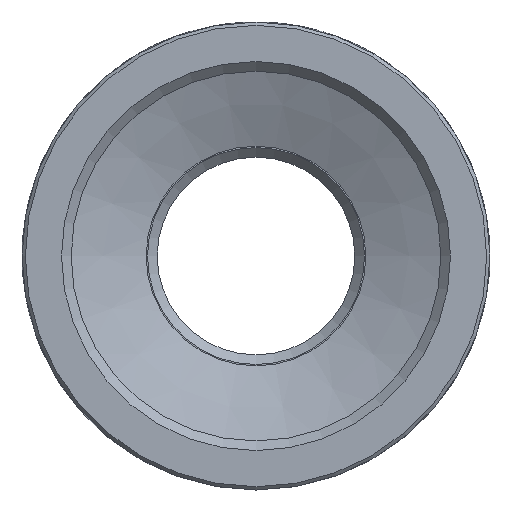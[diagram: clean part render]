
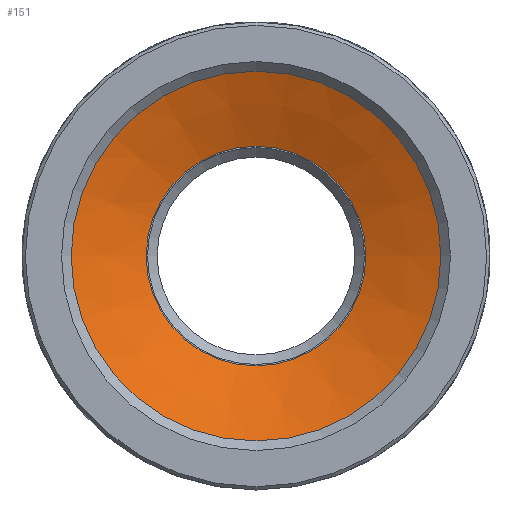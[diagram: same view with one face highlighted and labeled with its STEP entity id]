
A CAD part, left-side view. The second image highlights one B-rep face of the part: STEP entity #151.
In plain terms, the highlighted conical face has half-angle 67.556 degrees and reference radius 24.087 mm.
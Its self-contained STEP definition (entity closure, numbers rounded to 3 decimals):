
#151 = ADVANCED_FACE ( 'NONE', ( #9590, #15299 ), #3223, .F. ) ;
#874 = AXIS2_PLACEMENT_3D ( 'NONE', #20967, #19110, #5852 ) ;
#3223 = CONICAL_SURFACE ( 'NONE', #874, 24.087, 1.179 ) ;
#5852 = DIRECTION ( 'NONE',  ( 0., -1., 0. ) ) ;
#5927 = CARTESIAN_POINT ( 'NONE',  ( -26.489, 0., 0. ) ) ;
#6020 = CIRCLE ( 'NONE', #8009, 30.114 ) ;
#6150 = DIRECTION ( 'NONE',  ( -1., 0., 0. ) ) ;
#7210 = EDGE_CURVE ( 'NONE', #18332, #18332, #18114, .T. ) ;
#8009 = AXIS2_PLACEMENT_3D ( 'NONE', #5927, #19058, #15859 ) ;
#9050 = DIRECTION ( 'NONE',  ( 0., -1., 0. ) ) ;
#9457 = ORIENTED_EDGE ( 'NONE', *, *, #15863, .F. ) ;
#9590 = FACE_BOUND ( 'NONE', #14828, .T. ) ;
#9950 = EDGE_LOOP ( 'NONE', ( #9457 ) ) ;
#10674 = CARTESIAN_POINT ( 'NONE',  ( -26.489, 30.114, 0. ) ) ;
#14768 = CARTESIAN_POINT ( 'NONE',  ( -21., -16.825, 0. ) ) ;
#14828 = EDGE_LOOP ( 'NONE', ( #18274 ) ) ;
#15299 = FACE_OUTER_BOUND ( 'NONE', #9950, .T. ) ;
#15859 = DIRECTION ( 'NONE',  ( 0., 1., 0. ) ) ;
#15863 = EDGE_CURVE ( 'NONE', #23904, #23904, #6020, .T. ) ;
#18114 = CIRCLE ( 'NONE', #22069, 16.825 ) ;
#18274 = ORIENTED_EDGE ( 'NONE', *, *, #7210, .F. ) ;
#18332 = VERTEX_POINT ( 'NONE', #14768 ) ;
#19058 = DIRECTION ( 'NONE',  ( 1., 0., 0. ) ) ;
#19110 = DIRECTION ( 'NONE',  ( -1., 0., 0. ) ) ;
#20967 = CARTESIAN_POINT ( 'NONE',  ( -24., 0., 0. ) ) ;
#22069 = AXIS2_PLACEMENT_3D ( 'NONE', #22405, #6150, #9050 ) ;
#22405 = CARTESIAN_POINT ( 'NONE',  ( -21., 0., 0. ) ) ;
#23904 = VERTEX_POINT ( 'NONE', #10674 ) ;
